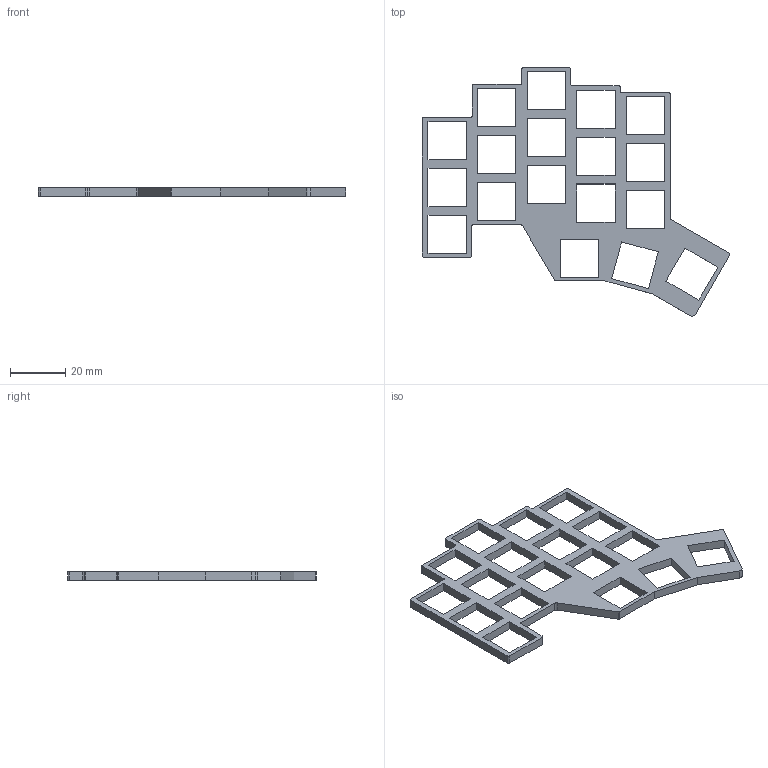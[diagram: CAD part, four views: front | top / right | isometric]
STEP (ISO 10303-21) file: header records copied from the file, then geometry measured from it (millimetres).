
FILE_DESCRIPTION(('KiCad electronic assembly'),'2;1');
FILE_NAME('temper-topplate.step','2024-05-09T12:14:09',('Pcbnew'),( 'Kicad'),'Open CASCADE STEP processor 7.7','KiCad to STEP converter' ,'Unknown');
FILE_SCHEMA(('AUTOMOTIVE_DESIGN { 1 0 10303 214 1 1 1 1 }'));
Length unit declared in the file: millimetre
Products named in the file (2): temper-topplate 1; temper-topplate_PCB
Assembly tree (1 placements, depth 2):
  temper-topplate 1
    temper-topplate_PCB
Bounding box: 111.41 x 89.98 x 3.2 mm (x, y, z)
Volume: 8642.8 mm3; surface area: 9816.5 mm2
Topology: 1 solids, 1 shells, 116 faces, 342 edges, 228 vertices
Faces by surface type: plane 98, cylinder 18
Entity records: 3931 total; most frequent: CARTESIAN_POINT 688, ORIENTED_EDGE 684, DIRECTION 614, EDGE_CURVE 342, LINE 306, VECTOR 306, VERTEX_POINT 228, AXIS2_PLACEMENT_3D 154
